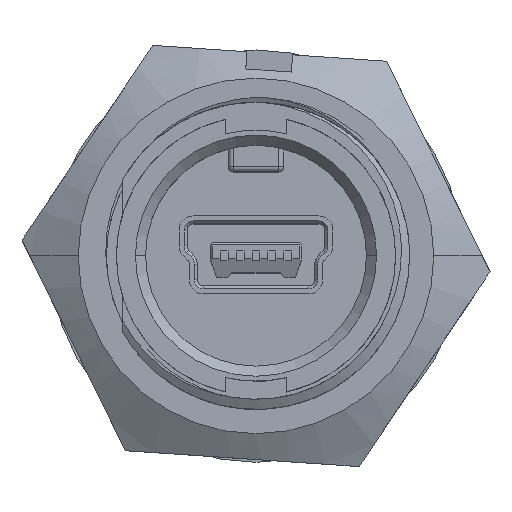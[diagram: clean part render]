
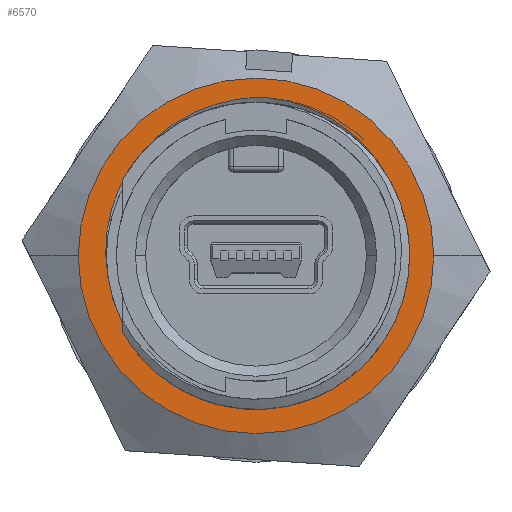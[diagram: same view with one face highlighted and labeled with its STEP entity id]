
A CAD part, top view. The second image highlights one B-rep face of the part: STEP entity #6570.
In plain terms, the highlighted planar face has unit normal (0, 0, 1).
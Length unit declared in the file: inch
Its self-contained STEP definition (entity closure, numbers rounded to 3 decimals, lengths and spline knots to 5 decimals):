
#303 = FACE_OUTER_BOUND ( 'NONE', #3444, .T. ) ;
#375 = AXIS2_PLACEMENT_3D ( 'NONE', #17256, #17257, #17258 ) ;
#420 = FACE_BOUND ( 'NONE', #3377, .T. ) ;
#855 = CARTESIAN_POINT ( 'NONE',  ( -0.29201, -0.03819, -0.28436 ) ) ;
#912 = CARTESIAN_POINT ( 'NONE',  ( -0.35, 0., -0.28436 ) ) ;
#1400 = CARTESIAN_POINT ( 'NONE',  ( 0.28417, -0.0773, -0.28436 ) ) ;
#1401 = CARTESIAN_POINT ( 'NONE',  ( 0.35, 0., -0.28436 ) ) ;
#1712 = CARTESIAN_POINT ( 'NONE',  ( 0.02116, 0.31178, -0.28436 ) ) ;
#3024 = CARTESIAN_POINT ( 'NONE',  ( 0., 0., -0.28436 ) ) ;
#3029 = CARTESIAN_POINT ( 'NONE',  ( -0.29387, -0.02706, -0.28436 ) ) ;
#3031 = CARTESIAN_POINT ( 'NONE',  ( 0., 0., -0.28436 ) ) ;
#3033 = CARTESIAN_POINT ( 'NONE',  ( -0.1867, 0.24233, -0.28436 ) ) ;
#3035 = CARTESIAN_POINT ( 'NONE',  ( -0.29607, 0.01792, -0.28436 ) ) ;
#3038 = DIRECTION ( 'NONE',  ( 0., 0., -1. ) ) ;
#3040 = CARTESIAN_POINT ( 'NONE',  ( -0.29507, -0.01587, -0.28436 ) ) ;
#3044 = CARTESIAN_POINT ( 'NONE',  ( -0.29618, 0.00663, -0.28436 ) ) ;
#3046 = DIRECTION ( 'NONE',  ( -1., 0., 0. ) ) ;
#3048 = CARTESIAN_POINT ( 'NONE',  ( -0.20338, 0.22756, -0.28436 ) ) ;
#3054 = CARTESIAN_POINT ( 'NONE',  ( -0.06751, 0.30297, -0.28436 ) ) ;
#3075 = DIRECTION ( 'NONE',  ( -1., 0., 0. ) ) ;
#3084 = CARTESIAN_POINT ( 'NONE',  ( 0.02116, 0.31178, -0.28436 ) ) ;
#3092 = CARTESIAN_POINT ( 'NONE',  ( -0.24659, 0.17603, -0.28436 ) ) ;
#3099 = CARTESIAN_POINT ( 'NONE',  ( -0.13038, 0.27919, -0.28436 ) ) ;
#3102 = CARTESIAN_POINT ( 'NONE',  ( -0.28997, 0.07341, -0.28436 ) ) ;
#3108 = CARTESIAN_POINT ( 'NONE',  ( -0.08932, 0.29648, -0.28436 ) ) ;
#3128 = CARTESIAN_POINT ( 'NONE',  ( -0.14988, 0.26839, -0.28436 ) ) ;
#3129 = CARTESIAN_POINT ( 'NONE',  ( 0.28417, -0.0773, -0.28436 ) ) ;
#3133 = CARTESIAN_POINT ( 'NONE',  ( -0.26842, 0.13717, -0.28436 ) ) ;
#3144 = DIRECTION ( 'NONE',  ( 0., 0., -1. ) ) ;
#3147 = CARTESIAN_POINT ( 'NONE',  ( -0.27713, 0.11666, -0.28436 ) ) ;
#3171 = CARTESIAN_POINT ( 'NONE',  ( -0.29389, 0.05141, -0.28436 ) ) ;
#3177 = CARTESIAN_POINT ( 'NONE',  ( -0.29201, -0.03819, -0.28436 ) ) ;
#3182 = CARTESIAN_POINT ( 'NONE',  ( -0.23329, 0.19451, -0.28436 ) ) ;
#3186 = CARTESIAN_POINT ( 'NONE',  ( -0.00138, 0.31261, -0.28436 ) ) ;
#3189 = CARTESIAN_POINT ( 'NONE',  ( -0.02362, 0.31099, -0.28436 ) ) ;
#3260 = CARTESIAN_POINT ( 'NONE',  ( 0.29493, -0.03381, -0.28436 ) ) ;
#3318 = CARTESIAN_POINT ( 'NONE',  ( 0.02116, 0.31178, -0.28436 ) ) ;
#3321 = CARTESIAN_POINT ( 'NONE',  ( 0.03239, 0.31067, -0.28436 ) ) ;
#3322 = CARTESIAN_POINT ( 'NONE',  ( 0.07645, 0.30135, -0.28436 ) ) ;
#3324 = CARTESIAN_POINT ( 'NONE',  ( 0.04351, 0.30895, -0.28436 ) ) ;
#3325 = CARTESIAN_POINT ( 'NONE',  ( 0.06555, 0.30429, -0.28436 ) ) ;
#3326 = CARTESIAN_POINT ( 'NONE',  ( 0.1675, 0.25862, -0.28436 ) ) ;
#3327 = CARTESIAN_POINT ( 'NONE',  ( 0.10834, 0.29087, -0.28436 ) ) ;
#3328 = CARTESIAN_POINT ( 'NONE',  ( 0.21781, 0.21476, -0.28436 ) ) ;
#3329 = CARTESIAN_POINT ( 'NONE',  ( 0.12871, 0.28163, -0.28436 ) ) ;
#3330 = CARTESIAN_POINT ( 'NONE',  ( 0.25775, 0.16066, -0.28436 ) ) ;
#3331 = CARTESIAN_POINT ( 'NONE',  ( 0.23266, 0.1975, -0.28436 ) ) ;
#3332 = CARTESIAN_POINT ( 'NONE',  ( 0.1853, 0.24522, -0.28436 ) ) ;
#3333 = CARTESIAN_POINT ( 'NONE',  ( 0.26817, 0.14101, -0.28436 ) ) ;
#3334 = CARTESIAN_POINT ( 'NONE',  ( 0.28407, 0.09892, -0.28436 ) ) ;
#3335 = CARTESIAN_POINT ( 'NONE',  ( 0.28053, 0.10963, -0.28436 ) ) ;
#3336 = CARTESIAN_POINT ( 'NONE',  ( 0.29734, -0.00038, -0.28436 ) ) ;
#3339 = CARTESIAN_POINT ( 'NONE',  ( 0.29661, 0.03337, -0.28436 ) ) ;
#3340 = CARTESIAN_POINT ( 'NONE',  ( 0.28987, 0.07737, -0.28436 ) ) ;
#3341 = CARTESIAN_POINT ( 'NONE',  ( 0.29553, 0.04448, -0.28436 ) ) ;
#3342 = CARTESIAN_POINT ( 'NONE',  ( 0.29216, 0.06648, -0.28436 ) ) ;
#3343 = CARTESIAN_POINT ( 'NONE',  ( 0.29752, 0.01091, -0.28436 ) ) ;
#3345 = CARTESIAN_POINT ( 'NONE',  ( 0.29085, -0.05574, -0.28436 ) ) ;
#3377 = EDGE_LOOP ( 'NONE', ( #4908, #4444, #4531 ) ) ;
#3444 = EDGE_LOOP ( 'NONE', ( #4822, #4742 ) ) ;
#3783 = DIRECTION ( 'NONE',  ( 1., 0., 0. ) ) ;
#3955 = CARTESIAN_POINT ( 'NONE',  ( 0., 0., -0.28436 ) ) ;
#4008 = DIRECTION ( 'NONE',  ( 0., 0., 1. ) ) ;
#4251 = VERTEX_POINT ( 'NONE', #1401 ) ;
#4252 = VERTEX_POINT ( 'NONE', #1400 ) ;
#4438 = VERTEX_POINT ( 'NONE', #1712 ) ;
#4444 = ORIENTED_EDGE ( 'NONE', *, *, #5994, .T. ) ;
#4531 = ORIENTED_EDGE ( 'NONE', *, *, #5993, .T. ) ;
#4532 = VERTEX_POINT ( 'NONE', #855 ) ;
#4742 = ORIENTED_EDGE ( 'NONE', *, *, #5995, .F. ) ;
#4822 = ORIENTED_EDGE ( 'NONE', *, *, #6018, .F. ) ;
#4895 = VERTEX_POINT ( 'NONE', #912 ) ;
#4908 = ORIENTED_EDGE ( 'NONE', *, *, #6024, .F. ) ;
#5011 = B_SPLINE_CURVE_WITH_KNOTS ( 'NONE', 3,
 ( #3318, #3321, #3324, #3325, #3322, #3327, #3329, #3326, #3332, #3328, #3331, #3330, #3333, #3335, #3334, #3340, #3342, #3341, #3339, #3343, #3336, #3260, #3345, #3129 ),
 .UNSPECIFIED., .F., .F.,
 ( 4, 2, 2, 2, 2, 2, 2, 2, 2, 2, 2, 4 ),
 ( 0., 0.00086, 0.00171, 0.00343, 0.00514, 0.00686, 0.00857, 0.00943, 0.01029, 0.01115, 0.012, 0.01372 ),
 .UNSPECIFIED. ) ;
#5041 = B_SPLINE_CURVE_WITH_KNOTS ( 'NONE', 3,
 ( #3177, #3029, #3040, #3044, #3035, #3171, #3102, #3147, #3133, #3092, #3182, #3048, #3033, #3128, #3099, #3108, #3054, #3189, #3186, #3084 ),
 .UNSPECIFIED., .F., .F.,
 ( 4, 2, 2, 2, 2, 2, 2, 2, 2, 4 ),
 ( 0., 0.00086, 0.00171, 0.00343, 0.00514, 0.00686, 0.00857, 0.01029, 0.012, 0.01372 ),
 .UNSPECIFIED. ) ;
#5993 = EDGE_CURVE ( 'NONE', #4438, #4252, #5011, .T. ) ;
#5994 = EDGE_CURVE ( 'NONE', #4532, #4438, #5041, .T. ) ;
#5995 = EDGE_CURVE ( 'NONE', #4251, #4895, #7065, .T. ) ;
#6018 = EDGE_CURVE ( 'NONE', #4895, #4251, #7067, .T. ) ;
#6024 = EDGE_CURVE ( 'NONE', #4532, #4252, #7068, .T. ) ;
#6570 = ADVANCED_FACE ( 'NONE', ( #420, #303 ), #17255, .F. ) ;
#7065 = CIRCLE ( 'NONE', #7360, 0.35 ) ;
#7067 = CIRCLE ( 'NONE', #7286, 0.35 ) ;
#7068 = CIRCLE ( 'NONE', #7262, 0.2945 ) ;
#7262 = AXIS2_PLACEMENT_3D ( 'NONE', #3955, #4008, #3783 ) ;
#7286 = AXIS2_PLACEMENT_3D ( 'NONE', #3024, #3038, #3046 ) ;
#7360 = AXIS2_PLACEMENT_3D ( 'NONE', #3031, #3144, #3075 ) ;
#17255 = PLANE ( 'NONE',  #375 ) ;
#17256 = CARTESIAN_POINT ( 'NONE',  ( -0.2575, -0.38344, -0.28436 ) ) ;
#17257 = DIRECTION ( 'NONE',  ( 0., 0., -1. ) ) ;
#17258 = DIRECTION ( 'NONE',  ( -1., 0., 0. ) ) ;
